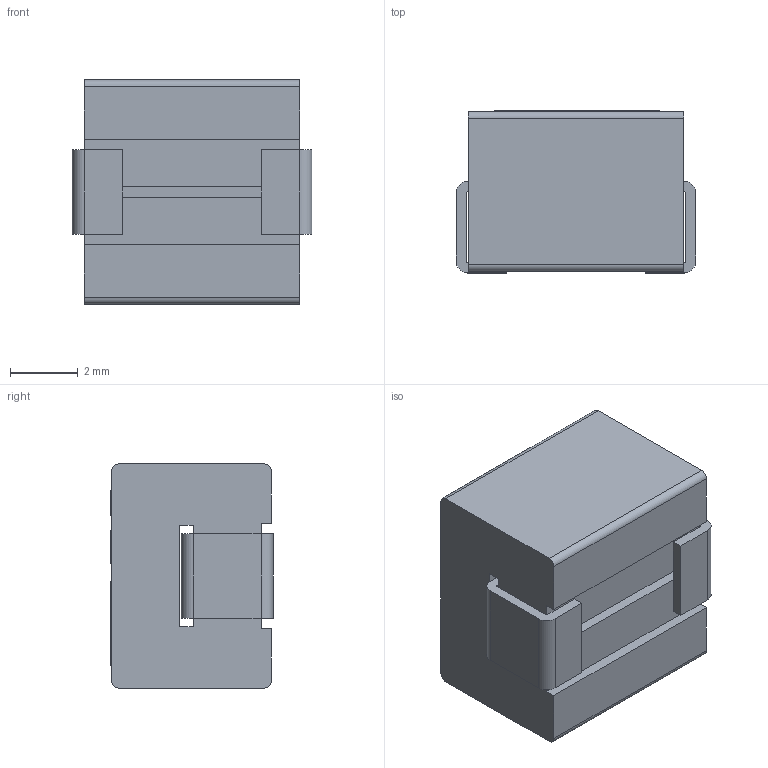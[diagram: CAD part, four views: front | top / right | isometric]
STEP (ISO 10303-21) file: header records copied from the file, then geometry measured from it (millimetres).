
FILE_DESCRIPTION (( 'STEP AP214' ), '1' );
FILE_NAME ('mps_mag_3000A_smt_a.STEP', '2014-11-10T03:52:39', ( '微软用户' ), ( '微软中国' ), 'SwSTEP 2.0', 'SolidWorks 2013', '' );
FILE_SCHEMA (( 'AUTOMOTIVE_DESIGN' ));
Length unit declared in the file: millimetre
Products named in the file (1): mps_mag_3000A_smt_a
Bounding box: 7.05 x 4.77 x 6.6 mm (x, y, z)
Volume: 189.9 mm3; surface area: 346.9 mm2
Topology: 2 solids, 2 shells, 240 faces, 645 edges, 430 vertices
Faces by surface type: plane 142, bspline 86, cylinder 12
Entity records: 15108 total; most frequent: CARTESIAN_POINT 6998, ORIENTED_EDGE 1290, DIRECTION 793, EDGE_CURVE 645, VECTOR 435, LINE 435, VERTEX_POINT 430, EDGE_LOOP 261
